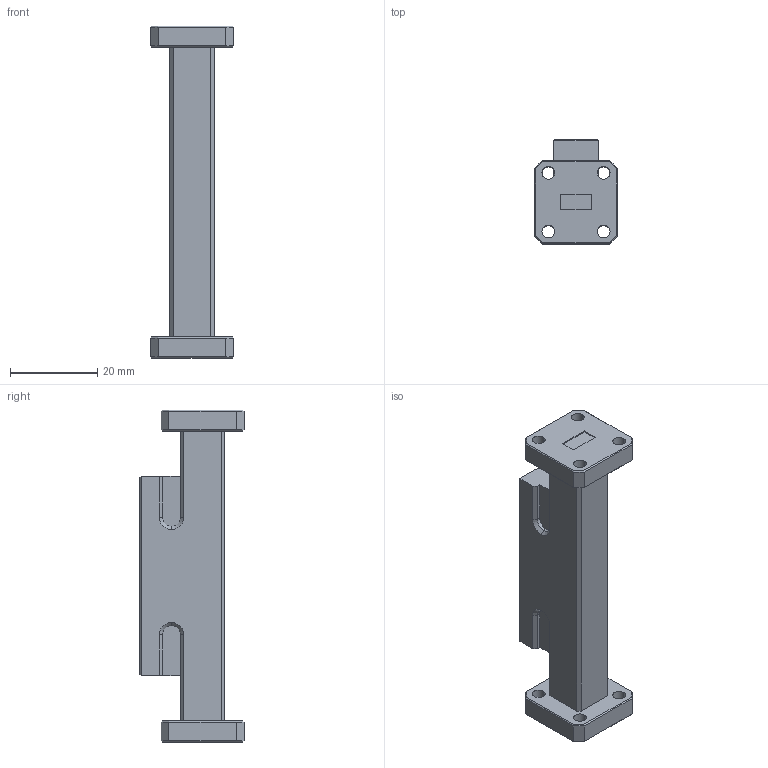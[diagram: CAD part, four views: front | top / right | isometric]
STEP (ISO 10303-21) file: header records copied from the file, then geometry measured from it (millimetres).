
FILE_DESCRIPTION (( 'STEP AP203' ), '1' );
FILE_NAME ('STA-10-28-F1.STEP', '2021-06-09T22:35:15', ( '' ), ( '' ), 'SwSTEP 2.0', 'SolidWorks 2021', '' );
FILE_SCHEMA (( 'CONFIG_CONTROL_DESIGN' ));
Length unit declared in the file: inch
Products named in the file (1): STA-10-28-F1
Bounding box: 19.05 x 23.88 x 76.2 mm (x, y, z)
Volume: 13959 mm3; surface area: 6239.2 mm2
Topology: 1 solids, 3 shells, 274 faces, 726 edges, 460 vertices
Faces by surface type: plane 174, cylinder 68, cone 32
Entity records: 8629 total; most frequent: CARTESIAN_POINT 1849, ORIENTED_EDGE 1436, DIRECTION 1340, EDGE_CURVE 718, VERTEX_POINT 460, AXIS2_PLACEMENT_3D 451, LINE 438, VECTOR 438
